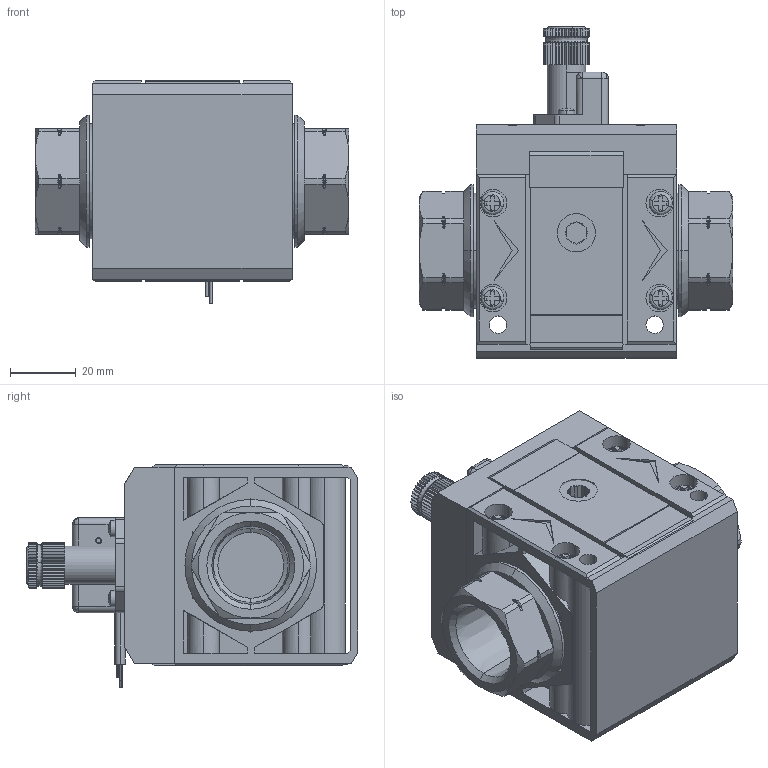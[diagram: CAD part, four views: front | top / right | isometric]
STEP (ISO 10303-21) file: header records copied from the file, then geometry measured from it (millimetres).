
FILE_DESCRIPTION (( 'STEP AP203' ), '1' );
FILE_NAME ('5U25S105.step', '2023-05-17T14:29:28', ( '' ), ( '' ), 'SwSTEP 2.0', 'SolidWorks 2021', '' );
FILE_SCHEMA (( 'CONFIG_CONTROL_DESIGN' ));
Length unit declared in the file: inch
Products named in the file (1): 5U25S105
Bounding box: 95.25 x 100.7 x 67.5 mm (x, y, z)
Volume: 223076 mm3; surface area: 77657.1 mm2
Topology: 13 solids, 13 shells, 1345 faces, 3677 edges, 2423 vertices
Faces by surface type: plane 694, cylinder 391, cone 156, bspline 104
Entity records: 47434 total; most frequent: CARTESIAN_POINT 13803, ORIENTED_EDGE 7342, DIRECTION 6687, EDGE_CURVE 3671, VERTEX_POINT 2423, AXIS2_PLACEMENT_3D 2363, VECTOR 1961, LINE 1961
